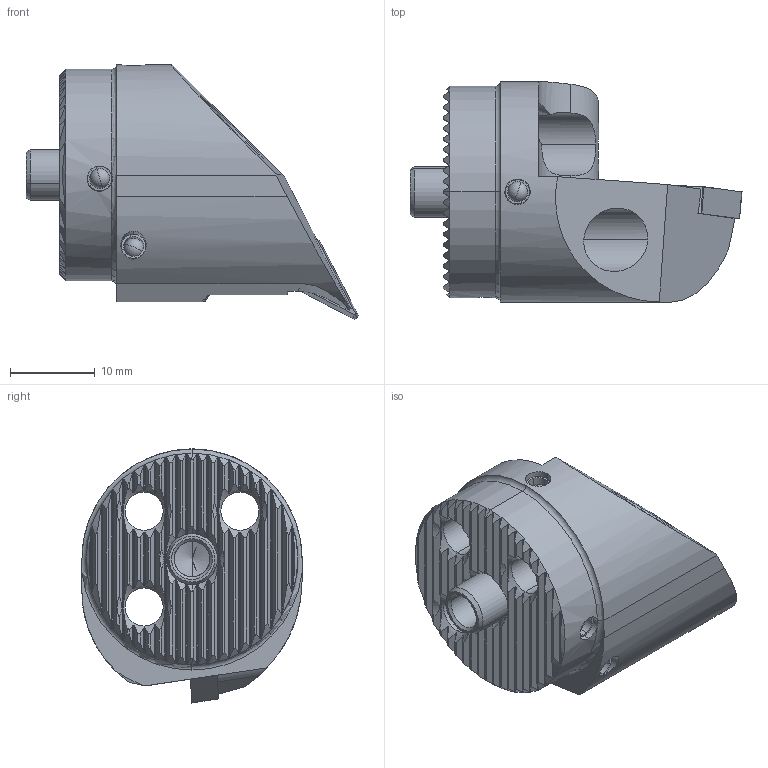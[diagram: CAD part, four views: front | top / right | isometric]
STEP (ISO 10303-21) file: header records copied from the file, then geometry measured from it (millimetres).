
FILE_DESCRIPTION (( 'STEP AP214' ), '1' );
FILE_NAME ('WK3.BVE.RPA.035.STEP', '2020-09-16T11:12:14', ( '' ), ( '' ), 'SwSTEP 2.0', 'SolidWorks 2017', '' );
FILE_SCHEMA (( 'AUTOMOTIVE_DESIGN' ));
Length unit declared in the file: millimetre
Products named in the file (7): WK3-ER1.001.006_A_Fertigbearbeitung; WKX-ER1.004.005_A_PreviewCfg; KVT_MB_600_030; WCA-ER2.001.006_A; WK3-BVE.RPA.035_A_Fertigbearbeitung; WK3.BVE.RPA.035; VBMT110304
Assembly tree (9 placements, depth 2):
  WK3.BVE.RPA.035
    WK3-BVE.RPA.035_A_Fertigbearbeitung
    KVT_MB_600_030  x3
    VBMT110304
    WCA-ER2.001.006_A
    WK3-ER1.001.006_A_Fertigbearbeitung
    WKX-ER1.004.005_A_PreviewCfg  x2
Bounding box: 39.2 x 26 x 30 mm (x, y, z)
Volume: 8847.9 mm3; surface area: 6043.4 mm2
Topology: 12 solids, 12 shells, 529 faces, 1399 edges, 874 vertices
Faces by surface type: plane 181, cylinder 177, cone 140, bspline 12, torus 11, sphere 8
Entity records: 16104 total; most frequent: CARTESIAN_POINT 5108, ORIENTED_EDGE 2416, DIRECTION 1965, EDGE_CURVE 1208, VERTEX_POINT 775, AXIS2_PLACEMENT_3D 752, EDGE_LOOP 471, LINE 461
